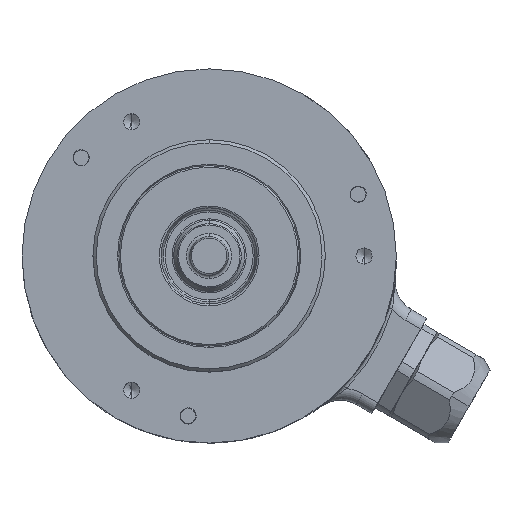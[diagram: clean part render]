
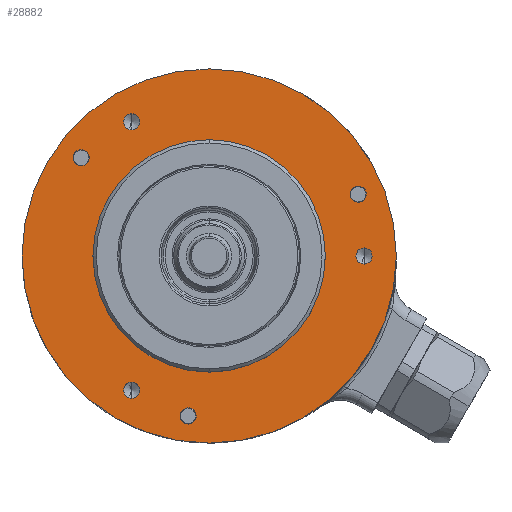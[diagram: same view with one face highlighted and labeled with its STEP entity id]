
A CAD part, top view. The second image highlights one B-rep face of the part: STEP entity #28882.
In plain terms, the highlighted planar face has unit normal (0, 0, 1).
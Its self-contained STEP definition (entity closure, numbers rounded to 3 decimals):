
#4022=CARTESIAN_POINT('',(0.,0.,17.));
#4023=DIRECTION('',(0.,0.,1.));
#4024=DIRECTION('',(1.,0.,0.));
#4025=AXIS2_PLACEMENT_3D('',#4022,#4023,#4024);
#4027=CARTESIAN_POINT('',(0.,0.,17.));
#4028=DIRECTION('',(0.,0.,1.));
#4029=DIRECTION('',(-1.,0.,0.));
#4030=AXIS2_PLACEMENT_3D('',#4027,#4028,#4029);
#4032=CARTESIAN_POINT('',(-19.834,15.219,17.));
#4033=DIRECTION('',(0.,0.,-1.));
#4034=DIRECTION('',(-0.793,0.609,0.));
#4035=AXIS2_PLACEMENT_3D('',#4032,#4033,#4034);
#4037=CARTESIAN_POINT('',(-19.834,15.219,17.));
#4038=DIRECTION('',(0.,0.,-1.));
#4039=DIRECTION('',(0.793,-0.609,0.));
#4040=AXIS2_PLACEMENT_3D('',#4037,#4038,#4039);
#4042=CARTESIAN_POINT('',(-3.263,-24.786,17.));
#4043=DIRECTION('',(0.,0.,-1.));
#4044=DIRECTION('',(-0.131,-0.991,0.));
#4045=AXIS2_PLACEMENT_3D('',#4042,#4043,#4044);
#4047=CARTESIAN_POINT('',(-3.263,-24.786,17.));
#4048=DIRECTION('',(0.,0.,-1.));
#4049=DIRECTION('',(0.131,0.991,0.));
#4050=AXIS2_PLACEMENT_3D('',#4047,#4048,#4049);
#4052=CARTESIAN_POINT('',(23.097,9.567,17.));
#4053=DIRECTION('',(0.,0.,-1.));
#4054=DIRECTION('',(0.924,0.383,0.));
#4055=AXIS2_PLACEMENT_3D('',#4052,#4053,#4054);
#4057=CARTESIAN_POINT('',(23.097,9.567,17.));
#4058=DIRECTION('',(0.,0.,-1.));
#4059=DIRECTION('',(-0.924,-0.383,0.));
#4060=AXIS2_PLACEMENT_3D('',#4057,#4058,#4059);
#4062=CARTESIAN_POINT('',(-12.,-20.785,17.));
#4063=DIRECTION('',(0.,0.,1.));
#4064=DIRECTION('',(0.,-1.,0.));
#4065=AXIS2_PLACEMENT_3D('',#4062,#4063,#4064);
#4067=CARTESIAN_POINT('',(-12.,-20.785,17.));
#4068=DIRECTION('',(0.,0.,1.));
#4069=DIRECTION('',(0.,1.,0.));
#4070=AXIS2_PLACEMENT_3D('',#4067,#4068,#4069);
#4072=CARTESIAN_POINT('',(-12.,20.785,17.));
#4073=DIRECTION('',(0.,0.,1.));
#4074=DIRECTION('',(0.,-1.,0.));
#4075=AXIS2_PLACEMENT_3D('',#4072,#4073,#4074);
#4077=CARTESIAN_POINT('',(-12.,20.785,17.));
#4078=DIRECTION('',(0.,0.,1.));
#4079=DIRECTION('',(0.,1.,0.));
#4080=AXIS2_PLACEMENT_3D('',#4077,#4078,#4079);
#4082=CARTESIAN_POINT('',(24.,0.,17.));
#4083=DIRECTION('',(0.,0.,1.));
#4084=DIRECTION('',(0.,-1.,0.));
#4085=AXIS2_PLACEMENT_3D('',#4082,#4083,#4084);
#4087=CARTESIAN_POINT('',(24.,0.,17.));
#4088=DIRECTION('',(0.,0.,1.));
#4089=DIRECTION('',(0.,1.,0.));
#4090=AXIS2_PLACEMENT_3D('',#4087,#4088,#4089);
#4096=CARTESIAN_POINT('',(0.,0.,17.));
#4097=DIRECTION('',(0.,0.,1.));
#4098=DIRECTION('',(0.,1.,0.));
#4099=AXIS2_PLACEMENT_3D('',#4096,#4097,#4098);
#4133=CARTESIAN_POINT('',(0.,0.,17.));
#4134=DIRECTION('',(0.,0.,-1.));
#4135=DIRECTION('',(0.,1.,0.));
#4136=AXIS2_PLACEMENT_3D('',#4133,#4134,#4135);
#24264=CARTESIAN_POINT('',(0.,18.,17.));
#24265=CARTESIAN_POINT('',(0.,-18.,17.));
#24266=VERTEX_POINT('',#24264);
#24267=VERTEX_POINT('',#24265);
#24268=CARTESIAN_POINT('',(29.,0.,17.));
#24269=CARTESIAN_POINT('',(-29.,0.,17.));
#24270=VERTEX_POINT('',#24268);
#24271=VERTEX_POINT('',#24269);
#24272=CARTESIAN_POINT('',(-20.826,15.98,17.));
#24273=CARTESIAN_POINT('',(-18.842,14.458,17.));
#24274=VERTEX_POINT('',#24272);
#24275=VERTEX_POINT('',#24273);
#24276=CARTESIAN_POINT('',(-3.426,-26.025,17.));
#24277=CARTESIAN_POINT('',(-3.1,-23.547,17.));
#24278=VERTEX_POINT('',#24276);
#24279=VERTEX_POINT('',#24277);
#24280=CARTESIAN_POINT('',(24.252,10.045,17.));
#24281=CARTESIAN_POINT('',(21.942,9.089,17.));
#24282=VERTEX_POINT('',#24280);
#24283=VERTEX_POINT('',#24281);
#24290=CARTESIAN_POINT('',(-12.,-22.035,17.));
#24291=CARTESIAN_POINT('',(-12.,-19.535,17.));
#24292=VERTEX_POINT('',#24290);
#24293=VERTEX_POINT('',#24291);
#24300=CARTESIAN_POINT('',(-12.,19.535,17.));
#24301=CARTESIAN_POINT('',(-12.,22.035,17.));
#24302=VERTEX_POINT('',#24300);
#24303=VERTEX_POINT('',#24301);
#24310=CARTESIAN_POINT('',(24.,-1.25,17.));
#24311=CARTESIAN_POINT('',(24.,1.25,17.));
#24312=VERTEX_POINT('',#24310);
#24313=VERTEX_POINT('',#24311);
#28831=CARTESIAN_POINT('',(0.,0.,17.));
#28832=DIRECTION('',(0.,0.,-1.));
#28833=DIRECTION('',(0.,1.,0.));
#28834=AXIS2_PLACEMENT_3D('',#28831,#28832,#28833);
#28835=PLANE('',#28834);
#28836=ORIENTED_EDGE('',*,*,#28808,.F.);
#28837=ORIENTED_EDGE('',*,*,#28822,.F.);
#28838=EDGE_LOOP('',(#28836,#28837));
#28839=FACE_OUTER_BOUND('',#28838,.F.);
#28841=ORIENTED_EDGE('',*,*,#28840,.T.);
#28843=ORIENTED_EDGE('',*,*,#28842,.F.);
#28844=EDGE_LOOP('',(#28841,#28843));
#28845=FACE_BOUND('',#28844,.F.);
#28847=ORIENTED_EDGE('',*,*,#28846,.F.);
#28849=ORIENTED_EDGE('',*,*,#28848,.F.);
#28850=EDGE_LOOP('',(#28847,#28849));
#28851=FACE_BOUND('',#28850,.F.);
#28853=ORIENTED_EDGE('',*,*,#28852,.F.);
#28855=ORIENTED_EDGE('',*,*,#28854,.F.);
#28856=EDGE_LOOP('',(#28853,#28855));
#28857=FACE_BOUND('',#28856,.F.);
#28859=ORIENTED_EDGE('',*,*,#28858,.F.);
#28861=ORIENTED_EDGE('',*,*,#28860,.F.);
#28862=EDGE_LOOP('',(#28859,#28861));
#28863=FACE_BOUND('',#28862,.F.);
#28865=ORIENTED_EDGE('',*,*,#28864,.T.);
#28867=ORIENTED_EDGE('',*,*,#28866,.T.);
#28868=EDGE_LOOP('',(#28865,#28867));
#28869=FACE_BOUND('',#28868,.F.);
#28871=ORIENTED_EDGE('',*,*,#28870,.T.);
#28873=ORIENTED_EDGE('',*,*,#28872,.T.);
#28874=EDGE_LOOP('',(#28871,#28873));
#28875=FACE_BOUND('',#28874,.F.);
#28877=ORIENTED_EDGE('',*,*,#28876,.T.);
#28879=ORIENTED_EDGE('',*,*,#28878,.T.);
#28880=EDGE_LOOP('',(#28877,#28879));
#28881=FACE_BOUND('',#28880,.F.);
#4026=CIRCLE('',#4025,29.);
#4031=CIRCLE('',#4030,29.);
#4036=CIRCLE('',#4035,1.25);
#4041=CIRCLE('',#4040,1.25);
#4046=CIRCLE('',#4045,1.25);
#4051=CIRCLE('',#4050,1.25);
#4056=CIRCLE('',#4055,1.25);
#4061=CIRCLE('',#4060,1.25);
#4066=CIRCLE('',#4065,1.25);
#4071=CIRCLE('',#4070,1.25);
#4076=CIRCLE('',#4075,1.25);
#4081=CIRCLE('',#4080,1.25);
#4086=CIRCLE('',#4085,1.25);
#4091=CIRCLE('',#4090,1.25);
#4100=CIRCLE('',#4099,18.);
#4137=CIRCLE('',#4136,18.);
#28808=EDGE_CURVE('',#24270,#24271,#4026,.T.);
#28822=EDGE_CURVE('',#24271,#24270,#4031,.T.);
#28840=EDGE_CURVE('',#24266,#24267,#4100,.T.);
#28842=EDGE_CURVE('',#24266,#24267,#4137,.T.);
#28846=EDGE_CURVE('',#24274,#24275,#4036,.T.);
#28848=EDGE_CURVE('',#24275,#24274,#4041,.T.);
#28852=EDGE_CURVE('',#24278,#24279,#4046,.T.);
#28854=EDGE_CURVE('',#24279,#24278,#4051,.T.);
#28858=EDGE_CURVE('',#24282,#24283,#4056,.T.);
#28860=EDGE_CURVE('',#24283,#24282,#4061,.T.);
#28864=EDGE_CURVE('',#24292,#24293,#4066,.T.);
#28866=EDGE_CURVE('',#24293,#24292,#4071,.T.);
#28870=EDGE_CURVE('',#24302,#24303,#4076,.T.);
#28872=EDGE_CURVE('',#24303,#24302,#4081,.T.);
#28876=EDGE_CURVE('',#24312,#24313,#4086,.T.);
#28878=EDGE_CURVE('',#24313,#24312,#4091,.T.);
#28882=ADVANCED_FACE('',(#28839,#28845,#28851,#28857,#28863,#28869,#28875,
#28881),#28835,.F.);
